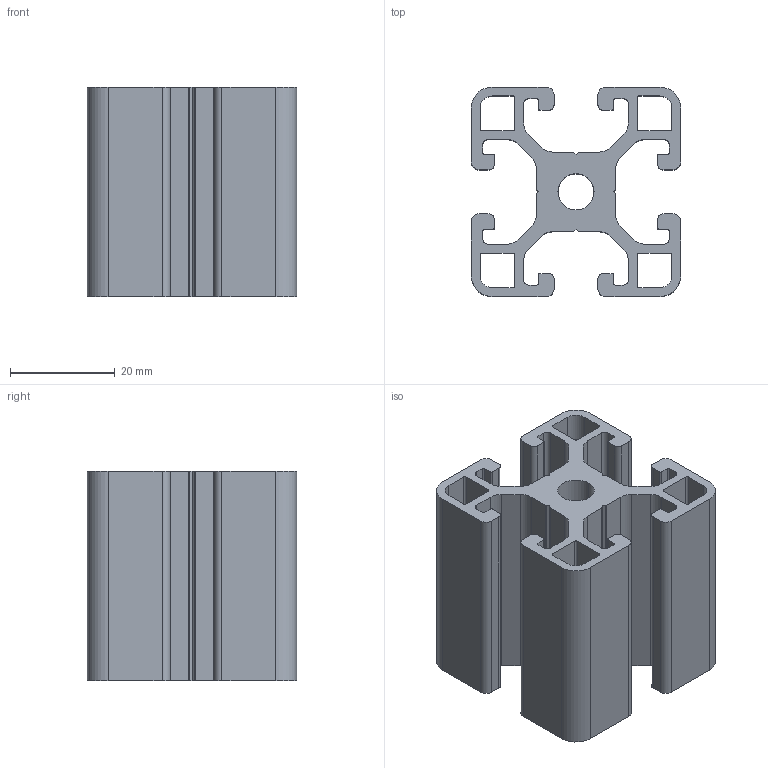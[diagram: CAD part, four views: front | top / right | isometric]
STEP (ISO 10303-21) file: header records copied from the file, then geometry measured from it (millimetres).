
FILE_DESCRIPTION (( 'STEP AP203' ), '1' );
FILE_NAME ('AL-P8-40-40-18166.STEP', '2018-05-28T07:03:50', ( '' ), ( '' ), 'SwSTEP 2.0', 'SolidWorks 2018', '' );
FILE_SCHEMA (( 'CONFIG_CONTROL_DESIGN' ));
Length unit declared in the file: millimetre
Products named in the file (1): AL-P8-40-40-18166
Bounding box: 40 x 40 x 40 mm (x, y, z)
Volume: 24591.3 mm3; surface area: 19922.8 mm2
Topology: 1 solids, 1 shells, 176 faces, 522 edges, 348 vertices
Faces by surface type: plane 90, cylinder 86
Entity records: 6035 total; most frequent: DIRECTION 1048, CARTESIAN_POINT 1047, ORIENTED_EDGE 1044, EDGE_CURVE 522, LINE 350, VECTOR 350, AXIS2_PLACEMENT_3D 349, VERTEX_POINT 348
